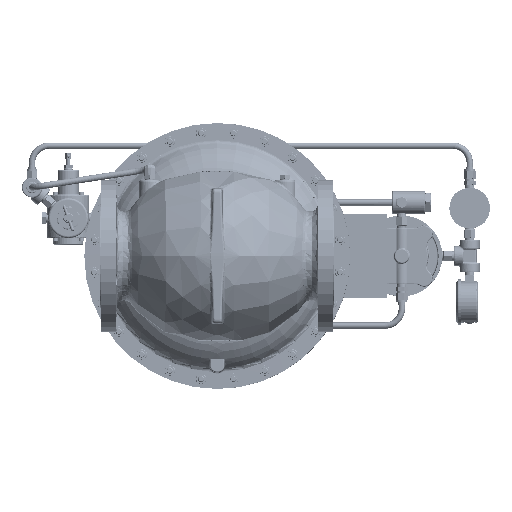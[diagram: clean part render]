
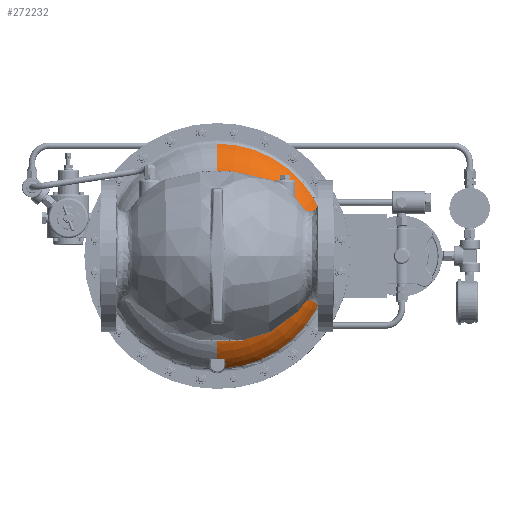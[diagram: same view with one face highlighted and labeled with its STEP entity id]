
A CAD part, front view. The second image highlights one B-rep face of the part: STEP entity #272232.
In plain terms, the highlighted toroidal (fillet/blend) face has major radius 106.491 mm and minor radius 71.438 mm.
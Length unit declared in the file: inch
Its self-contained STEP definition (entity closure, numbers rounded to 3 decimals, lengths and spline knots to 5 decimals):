
#95 = CARTESIAN_POINT ( 'NONE',  ( 0.42081, 9.7134, -6.08973 ) ) ;
#3016 = CARTESIAN_POINT ( 'NONE',  ( 0., 10.41604, 6.65423 ) ) ;
#16256 = CARTESIAN_POINT ( 'NONE',  ( 0.48461, 9.86377, -6.23697 ) ) ;
#16658 = B_SPLINE_CURVE_WITH_KNOTS ( 'NONE', 3,
 ( #380132, #179898, #61943, #28549, #184980, #95, #77075, #38546, #351639, #195084, #156562, #238736, #505612, #344100 ),
 .UNSPECIFIED., .F., .F.,
 ( 4, 2, 2, 2, 2, 2, 4 ),
 ( 0., 0.00072, 0.00144, 0.00216, 0.00288, 0.00431, 0.00575 ),
 .UNSPECIFIED. ) ;
#16940 = DIRECTION ( 'NONE',  ( 0., 0., 1. ) ) ;
#20759 = EDGE_CURVE ( 'NONE', #343847, #64879, #414831, .T. ) ;
#28549 = CARTESIAN_POINT ( 'NONE',  ( 0.39625, 9.70279, -6.07983 ) ) ;
#31463 = AXIS2_PLACEMENT_3D ( 'NONE', #39560, #196096, #44622 ) ;
#35660 = VERTEX_POINT ( 'NONE', #315128 ) ;
#38546 = CARTESIAN_POINT ( 'NONE',  ( 0.44104, 9.72769, -6.10364 ) ) ;
#39560 = CARTESIAN_POINT ( 'NONE',  ( 0., 9.0172, 0. ) ) ;
#44622 = DIRECTION ( 'NONE',  ( 0., 0., -1. ) ) ;
#57240 = CARTESIAN_POINT ( 'NONE',  ( 0.48988, 10.01651, -6.36868 ) ) ;
#61943 = CARTESIAN_POINT ( 'NONE',  ( 0.37797, 9.69861, -6.07641 ) ) ;
#62378 = VERTEX_POINT ( 'NONE', #366957 ) ;
#63379 = VERTEX_POINT ( 'NONE', #328458 ) ;
#64879 = VERTEX_POINT ( 'NONE', #105298 ) ;
#73943 = DIRECTION ( 'NONE',  ( 0., -1., 0. ) ) ;
#76471 = DIRECTION ( 'NONE',  ( 0., 0., 1. ) ) ;
#77075 = CARTESIAN_POINT ( 'NONE',  ( 0.42808, 9.71789, -6.09407 ) ) ;
#81545 = ORIENTED_EDGE ( 'NONE', *, *, #397401, .T. ) ;
#84928 = CIRCLE ( 'NONE', #330691, 2.8125 ) ;
#86833 = ORIENTED_EDGE ( 'NONE', *, *, #456946, .T. ) ;
#91275 = VERTEX_POINT ( 'NONE', #384629 ) ;
#95782 = CARTESIAN_POINT ( 'NONE',  ( 0.48633, 9.91368, -6.28214 ) ) ;
#105298 = CARTESIAN_POINT ( 'NONE',  ( 0., 9.0172, 4.73785 ) ) ;
#113104 = CIRCLE ( 'NONE', #31463, 4.73785 ) ;
#131428 = AXIS2_PLACEMENT_3D ( 'NONE', #423037, #463999, #76471 ) ;
#132336 = DIRECTION ( 'NONE',  ( 0., -1., 0. ) ) ;
#134881 = CARTESIAN_POINT ( 'NONE',  ( 0., 10.41604, 0. ) ) ;
#146556 = EDGE_CURVE ( 'NONE', #259018, #62378, #213705, .T. ) ;
#156562 = CARTESIAN_POINT ( 'NONE',  ( 0.46954, 9.76251, -6.13806 ) ) ;
#161187 = ORIENTED_EDGE ( 'NONE', *, *, #146556, .T. ) ;
#169762 = ORIENTED_EDGE ( 'NONE', *, *, #358927, .F. ) ;
#175268 = CARTESIAN_POINT ( 'NONE',  ( 0.49359, 10.12388, -6.44957 ) ) ;
#179898 = CARTESIAN_POINT ( 'NONE',  ( 0.36861, 9.69753, -6.0758 ) ) ;
#184980 = CARTESIAN_POINT ( 'NONE',  ( 0.40488, 9.70585, -6.0826 ) ) ;
#192998 = CARTESIAN_POINT ( 'NONE',  ( 0.46185, 10.41604, -6.63818 ) ) ;
#194174 = CARTESIAN_POINT ( 'NONE',  ( 0., 11.77634, 4.19257 ) ) ;
#195084 = CARTESIAN_POINT ( 'NONE',  ( 0.46216, 9.75016, -6.12582 ) ) ;
#196096 = DIRECTION ( 'NONE',  ( 0., -1., 0. ) ) ;
#205748 = DIRECTION ( 'NONE',  ( 0., -1., 0. ) ) ;
#213235 = CIRCLE ( 'NONE', #131428, 2.8125 ) ;
#213705 = B_SPLINE_CURVE_WITH_KNOTS ( 'NONE', 3,
 ( #367835, #16256, #95782, #57240, #213843, #175268 ),
 .UNSPECIFIED., .F., .F.,
 ( 4, 2, 4 ),
 ( 0., 0.00513, 0.01025 ),
 .UNSPECIFIED. ) ;
#213843 = CARTESIAN_POINT ( 'NONE',  ( 0.49171, 10.06944, -6.41007 ) ) ;
#233076 = CARTESIAN_POINT ( 'NONE',  ( 0., 11.77634, 0. ) ) ;
#234133 = CARTESIAN_POINT ( 'NONE',  ( 0.49286, 10.21943, -6.51694 ) ) ;
#238736 = CARTESIAN_POINT ( 'NONE',  ( 0.47978, 9.78858, -6.16374 ) ) ;
#253471 = CARTESIAN_POINT ( 'NONE',  ( 4.73785, 9.0172, 0. ) ) ;
#255217 = ORIENTED_EDGE ( 'NONE', *, *, #404947, .F. ) ;
#259018 = VERTEX_POINT ( 'NONE', #333868 ) ;
#264926 = ORIENTED_EDGE ( 'NONE', *, *, #352378, .T. ) ;
#269076 = FACE_OUTER_BOUND ( 'NONE', #440488, .T. ) ;
#272232 = ADVANCED_FACE ( 'NONE', ( #269076 ), #355988, .T. ) ;
#276351 = CIRCLE ( 'NONE', #399396, 6.08697 ) ;
#296742 = CIRCLE ( 'NONE', #362352, 6.65423 ) ;
#310810 = VERTEX_POINT ( 'NONE', #3016 ) ;
#315128 = CARTESIAN_POINT ( 'NONE',  ( 0., 9.69753, -6.08697 ) ) ;
#315836 = ORIENTED_EDGE ( 'NONE', *, *, #331093, .T. ) ;
#323743 = DIRECTION ( 'NONE',  ( 0., 0., -1. ) ) ;
#328458 = CARTESIAN_POINT ( 'NONE',  ( 0.35904, 9.69753, -6.07637 ) ) ;
#330691 = AXIS2_PLACEMENT_3D ( 'NONE', #194174, #471213, #350707 ) ;
#331093 = EDGE_CURVE ( 'NONE', #35660, #63379, #276351, .T. ) ;
#333868 = CARTESIAN_POINT ( 'NONE',  ( 0.48296, 9.81555, -6.19006 ) ) ;
#343847 = VERTEX_POINT ( 'NONE', #253471 ) ;
#344100 = CARTESIAN_POINT ( 'NONE',  ( 0.48296, 9.81555, -6.19006 ) ) ;
#349180 = VERTEX_POINT ( 'NONE', #407946 ) ;
#350707 = DIRECTION ( 'NONE',  ( 0., 0., -1. ) ) ;
#351639 = CARTESIAN_POINT ( 'NONE',  ( 0.44687, 9.73311, -6.10898 ) ) ;
#352378 = EDGE_CURVE ( 'NONE', #310810, #64879, #84928, .T. ) ;
#355988 = TOROIDAL_SURFACE ( 'NONE', #388972, 4.19257, 2.8125 ) ;
#358927 = EDGE_CURVE ( 'NONE', #35660, #91275, #213235, .T. ) ;
#362352 = AXIS2_PLACEMENT_3D ( 'NONE', #134881, #132336, #16940 ) ;
#366957 = CARTESIAN_POINT ( 'NONE',  ( 0.49359, 10.12388, -6.44957 ) ) ;
#367835 = CARTESIAN_POINT ( 'NONE',  ( 0.48296, 9.81555, -6.19006 ) ) ;
#373806 = AXIS2_PLACEMENT_3D ( 'NONE', #480230, #205748, #323743 ) ;
#380132 = CARTESIAN_POINT ( 'NONE',  ( 0.35904, 9.69753, -6.07637 ) ) ;
#384629 = CARTESIAN_POINT ( 'NONE',  ( 0., 9.0172, -4.73785 ) ) ;
#385595 = CARTESIAN_POINT ( 'NONE',  ( 0.48185, 10.31679, -6.57979 ) ) ;
#386221 = CARTESIAN_POINT ( 'NONE',  ( 0., 9.69753, 0. ) ) ;
#388732 = DIRECTION ( 'NONE',  ( 0., -1., 0. ) ) ;
#388972 = AXIS2_PLACEMENT_3D ( 'NONE', #233076, #73943, #466529 ) ;
#393132 = CARTESIAN_POINT ( 'NONE',  ( 0.47321, 10.36609, -6.60972 ) ) ;
#397401 = EDGE_CURVE ( 'NONE', #62378, #349180, #449208, .T. ) ;
#399396 = AXIS2_PLACEMENT_3D ( 'NONE', #386221, #388732, #501622 ) ;
#404947 = EDGE_CURVE ( 'NONE', #91275, #343847, #113104, .T. ) ;
#407946 = CARTESIAN_POINT ( 'NONE',  ( 0.46185, 10.41604, -6.63818 ) ) ;
#408884 = CARTESIAN_POINT ( 'NONE',  ( 0.49359, 10.12388, -6.44957 ) ) ;
#414831 = CIRCLE ( 'NONE', #373806, 4.73785 ) ;
#423037 = CARTESIAN_POINT ( 'NONE',  ( 0., 11.77634, -4.19257 ) ) ;
#439039 = ORIENTED_EDGE ( 'NONE', *, *, #20759, .F. ) ;
#440488 = EDGE_LOOP ( 'NONE', ( #467554, #264926, #439039, #255217, #169762, #315836, #86833, #161187, #81545 ) ) ;
#445863 = EDGE_CURVE ( 'NONE', #349180, #310810, #296742, .T. ) ;
#449208 = B_SPLINE_CURVE_WITH_KNOTS ( 'NONE', 3,
 ( #408884, #506046, #234133, #385595, #393132, #192998 ),
 .UNSPECIFIED., .F., .F.,
 ( 4, 2, 4 ),
 ( 0., 0.00443, 0.00887 ),
 .UNSPECIFIED. ) ;
#456946 = EDGE_CURVE ( 'NONE', #63379, #259018, #16658, .T. ) ;
#463999 = DIRECTION ( 'NONE',  ( -1., 0., 0. ) ) ;
#466529 = DIRECTION ( 'NONE',  ( 0., 0., -1. ) ) ;
#467554 = ORIENTED_EDGE ( 'NONE', *, *, #445863, .T. ) ;
#471213 = DIRECTION ( 'NONE',  ( 1., 0., 0. ) ) ;
#480230 = CARTESIAN_POINT ( 'NONE',  ( 0., 9.0172, 0. ) ) ;
#501622 = DIRECTION ( 'NONE',  ( 0., 0., 1. ) ) ;
#505612 = CARTESIAN_POINT ( 'NONE',  ( 0.48249, 9.80192, -6.1768 ) ) ;
#506046 = CARTESIAN_POINT ( 'NONE',  ( 0.49524, 10.17137, -6.48403 ) ) ;
